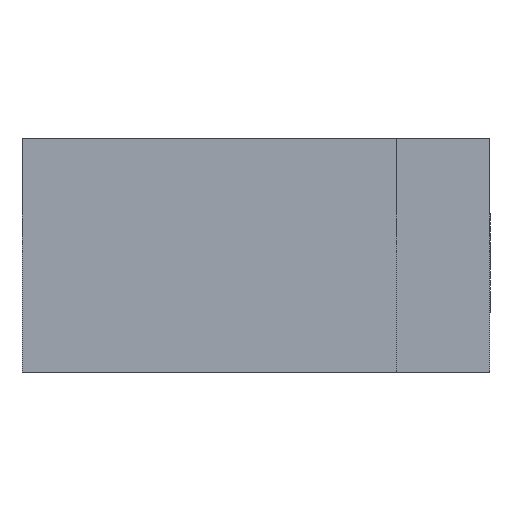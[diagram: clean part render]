
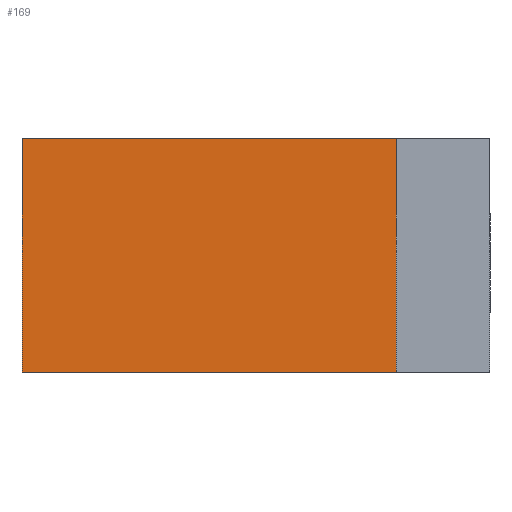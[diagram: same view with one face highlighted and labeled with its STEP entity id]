
A CAD part, front view. The second image highlights one B-rep face of the part: STEP entity #169.
In plain terms, the highlighted planar face has unit normal (0, -1, 0).
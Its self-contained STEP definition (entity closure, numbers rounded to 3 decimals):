
#6 = FACE_OUTER_BOUND ( 'NONE', #372, .T. ) ;
#10 = VECTOR ( 'NONE', #395, 1000. ) ;
#40 = LINE ( 'NONE', #375, #61 ) ;
#60 = CARTESIAN_POINT ( 'NONE',  ( -3., -47.5, 10. ) ) ;
#61 = VECTOR ( 'NONE', #422, 1000. ) ;
#72 = CARTESIAN_POINT ( 'NONE',  ( -19., -47.5, 0. ) ) ;
#76 = VERTEX_POINT ( 'NONE', #387 ) ;
#89 = CARTESIAN_POINT ( 'NONE',  ( -3., -47.5, 10. ) ) ;
#98 = VECTOR ( 'NONE', #99, 1000. ) ;
#99 = DIRECTION ( 'NONE',  ( 0., 0., -1. ) ) ;
#100 = EDGE_CURVE ( 'NONE', #207, #76, #471, .T. ) ;
#109 = VECTOR ( 'NONE', #382, 1000. ) ;
#142 = CARTESIAN_POINT ( 'NONE',  ( -19., -47.5, 10. ) ) ;
#163 = LINE ( 'NONE', #167, #109 ) ;
#167 = CARTESIAN_POINT ( 'NONE',  ( -19., -47.5, 10. ) ) ;
#169 = ADVANCED_FACE ( 'NONE', ( #6 ), #181, .F. ) ;
#181 = PLANE ( 'NONE',  #392 ) ;
#200 = VERTEX_POINT ( 'NONE', #485 ) ;
#207 = VERTEX_POINT ( 'NONE', #60 ) ;
#262 = CARTESIAN_POINT ( 'NONE',  ( -19., -47.5, 0. ) ) ;
#275 = ORIENTED_EDGE ( 'NONE', *, *, #456, .F. ) ;
#311 = DIRECTION ( 'NONE',  ( 0., 0., 1. ) ) ;
#355 = DIRECTION ( 'NONE',  ( 0., 1., 0. ) ) ;
#372 = EDGE_LOOP ( 'NONE', ( #503, #380, #275, #407 ) ) ;
#375 = CARTESIAN_POINT ( 'NONE',  ( -19., -47.5, 10. ) ) ;
#380 = ORIENTED_EDGE ( 'NONE', *, *, #100, .F. ) ;
#382 = DIRECTION ( 'NONE',  ( 1., 0., 0. ) ) ;
#387 = CARTESIAN_POINT ( 'NONE',  ( -3., -47.5, 0. ) ) ;
#392 = AXIS2_PLACEMENT_3D ( 'NONE', #142, #355, #311 ) ;
#395 = DIRECTION ( 'NONE',  ( 1., 0., 0. ) ) ;
#407 = ORIENTED_EDGE ( 'NONE', *, *, #434, .T. ) ;
#422 = DIRECTION ( 'NONE',  ( 0., 0., -1. ) ) ;
#434 = EDGE_CURVE ( 'NONE', #200, #439, #40, .T. ) ;
#439 = VERTEX_POINT ( 'NONE', #72 ) ;
#456 = EDGE_CURVE ( 'NONE', #200, #207, #163, .T. ) ;
#471 = LINE ( 'NONE', #89, #98 ) ;
#485 = CARTESIAN_POINT ( 'NONE',  ( -19., -47.5, 10. ) ) ;
#503 = ORIENTED_EDGE ( 'NONE', *, *, #533, .T. ) ;
#522 = LINE ( 'NONE', #262, #10 ) ;
#533 = EDGE_CURVE ( 'NONE', #439, #76, #522, .T. ) ;
